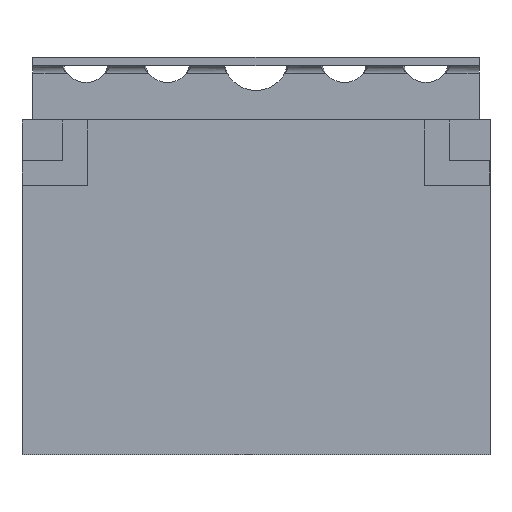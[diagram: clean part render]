
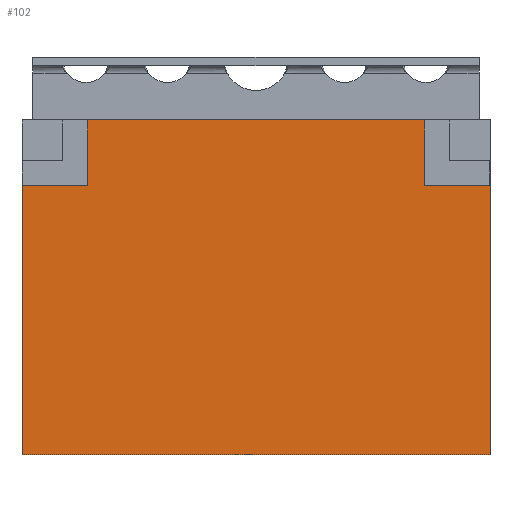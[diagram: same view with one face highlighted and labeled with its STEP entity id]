
A CAD part, front view. The second image highlights one B-rep face of the part: STEP entity #102.
In plain terms, the highlighted planar face has unit normal (0, -1, 0).
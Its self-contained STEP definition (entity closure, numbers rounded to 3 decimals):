
#102=ADVANCED_FACE('',(#3447),#3449,.F.);
#3447=FACE_BOUND('',#3448,.T.);
#3448=EDGE_LOOP('',(#9377,#9378,#9379,#9380,#9381,#9382,#9383,#9384));
#3449=PLANE('',#3450);
#3450=AXIS2_PLACEMENT_3D('',#3451,#3452,#3453);
#3451=CARTESIAN_POINT('',(-8.6,-2.6,12.3));
#3452=DIRECTION('',(0.,1.,0.));
#3453=DIRECTION('',(-1.,0.,0.));
#9377=ORIENTED_EDGE('',*,*,#11363,.F.);
#9378=ORIENTED_EDGE('',*,*,#11335,.F.);
#9379=ORIENTED_EDGE('',*,*,#11364,.F.);
#9380=ORIENTED_EDGE('',*,*,#11365,.F.);
#9381=ORIENTED_EDGE('',*,*,#11354,.T.);
#9382=ORIENTED_EDGE('',*,*,#11366,.T.);
#9383=ORIENTED_EDGE('',*,*,#11367,.F.);
#9384=ORIENTED_EDGE('',*,*,#11368,.F.);
#11335=EDGE_CURVE('',#12336,#12338,#12339,.T.);
#11354=EDGE_CURVE('',#12374,#12372,#12375,.T.);
#11363=EDGE_CURVE('',#12338,#12389,#12390,.T.);
#11364=EDGE_CURVE('',#12391,#12336,#12392,.T.);
#11365=EDGE_CURVE('',#12374,#12391,#12393,.T.);
#11366=EDGE_CURVE('',#12372,#12394,#12395,.T.);
#11367=EDGE_CURVE('',#12396,#12394,#12397,.T.);
#11368=EDGE_CURVE('',#12389,#12396,#12398,.T.);
#12336=VERTEX_POINT('',#13989);
#12338=VERTEX_POINT('',#13993);
#12339=LINE('',#13994,#13995);
#12372=VERTEX_POINT('',#14063);
#12374=VERTEX_POINT('',#14067);
#12375=LINE('',#14068,#14069);
#12389=VERTEX_POINT('',#14100);
#12390=LINE('',#14101,#14102);
#12391=VERTEX_POINT('',#14104);
#12392=LINE('',#14105,#14106);
#12393=LINE('',#14108,#14109);
#12394=VERTEX_POINT('',#14111);
#12395=LINE('',#14112,#14113);
#12396=VERTEX_POINT('',#14115);
#12397=LINE('',#14116,#14117);
#12398=LINE('',#14119,#14120);
#13989=CARTESIAN_POINT('',(-6.2,-2.6,12.3));
#13993=CARTESIAN_POINT('',(6.2,-2.6,12.3));
#13994=CARTESIAN_POINT('',(-6.2,-2.6,12.3));
#13995=VECTOR('',#13996,1.);
#13996=DIRECTION('',(1.,0.,0.));
#14063=CARTESIAN_POINT('',(-8.6,-2.6,0.));
#14067=CARTESIAN_POINT('',(-8.6,-2.6,9.9));
#14068=CARTESIAN_POINT('',(-8.6,-2.6,9.9));
#14069=VECTOR('',#14070,1.);
#14070=DIRECTION('',(0.,0.,-1.));
#14100=CARTESIAN_POINT('',(6.2,-2.6,9.9));
#14101=CARTESIAN_POINT('',(6.2,-2.6,12.3));
#14102=VECTOR('',#14103,1.);
#14103=DIRECTION('',(0.,0.,-1.));
#14104=CARTESIAN_POINT('',(-6.2,-2.6,9.9));
#14105=CARTESIAN_POINT('',(-6.2,-2.6,9.9));
#14106=VECTOR('',#14107,1.);
#14107=DIRECTION('',(0.,0.,1.));
#14108=CARTESIAN_POINT('',(-8.6,-2.6,9.9));
#14109=VECTOR('',#14110,1.);
#14110=DIRECTION('',(1.,0.,0.));
#14111=CARTESIAN_POINT('',(8.6,-2.6,0.));
#14112=CARTESIAN_POINT('',(-8.6,-2.6,0.));
#14113=VECTOR('',#14114,1.);
#14114=DIRECTION('',(1.,0.,0.));
#14115=CARTESIAN_POINT('',(8.6,-2.6,9.9));
#14116=CARTESIAN_POINT('',(8.6,-2.6,9.9));
#14117=VECTOR('',#14118,1.);
#14118=DIRECTION('',(0.,0.,-1.));
#14119=CARTESIAN_POINT('',(6.2,-2.6,9.9));
#14120=VECTOR('',#14121,1.);
#14121=DIRECTION('',(1.,0.,0.));
